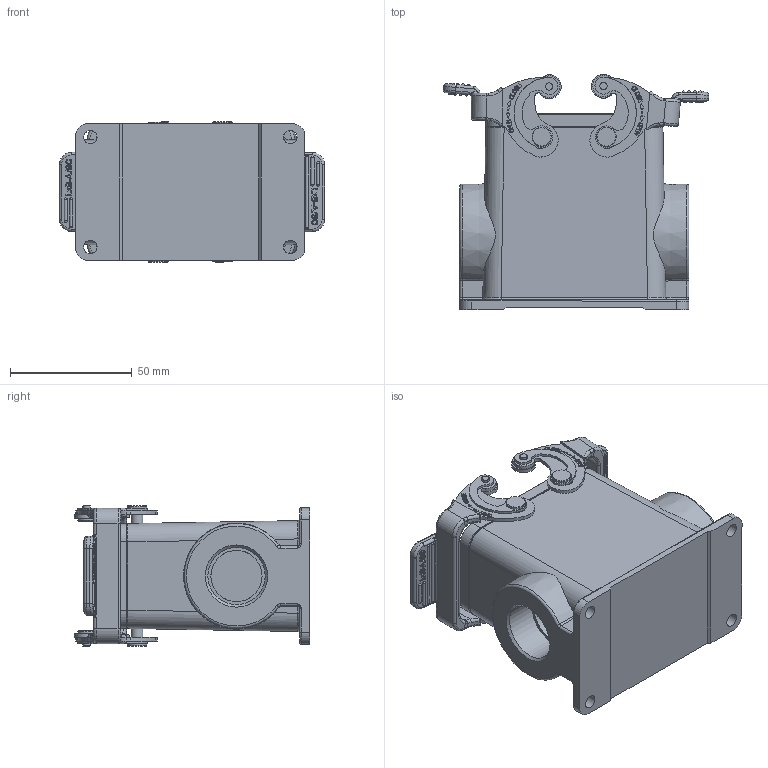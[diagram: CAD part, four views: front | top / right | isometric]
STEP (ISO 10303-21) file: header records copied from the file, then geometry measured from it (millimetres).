
FILE_DESCRIPTION(/* description */ (''),/* implementation_level */ '2;1');
FILE_NAME(/* name */ '25.stp',/* time_stamp */ '2024-03-20T18:32:44+08:00',/* author */ (''),/* organization */ (''),/* preprocessor_version */ 'ST-DEVELOPER v18.1',/* originating_system */ 'SIEMENS PLM Software NX 1980',/* authorisation */ '');
FILE_SCHEMA (('AP203_CONFIGURATION_CONTROLLED_3D_DESIGN_OF_MECHANICAL_PARTS_AND_ASSEMBLIES_MIM_LF { 1 0 10303 403 2 1 2}'));
Length unit declared in the file: millimetre
Products named in the file (1): _model5
Bounding box: 108.78 x 96.53 x 57.45 mm (x, y, z)
Volume: 154834.3 mm3; surface area: 60722.6 mm2
Topology: 1 solids, 1 shells, 1348 faces, 3388 edges, 2178 vertices
Faces by surface type: plane 665, cylinder 375, bspline 85, torus 79, extrusion 78, sphere 32, cone 32, revolution 2
Full cylindrical faces by diameter (mm): 1.9 x4, 2.7 x4, 2.95 x8, 3 x4, 3.4 x4, 4.8 x4, 4.907 x4, 5 x8, 5.5 x4, 7 x4, 8 x4, 9.8 x4, 21 x1, 23.5 x2
Entity records: 44391 total; most frequent: CARTESIAN_POINT 13059, ORIENTED_EDGE 6484, DIRECTION 6182, EDGE_CURVE 3242, AXIS2_PLACEMENT_3D 2149, VERTEX_POINT 2126, VECTOR 1882, LINE 1804
